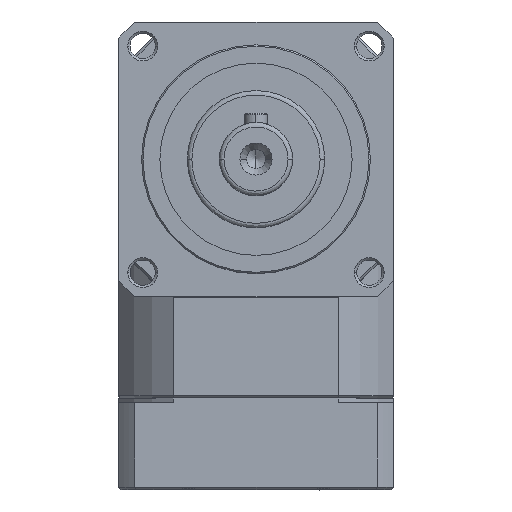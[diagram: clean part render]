
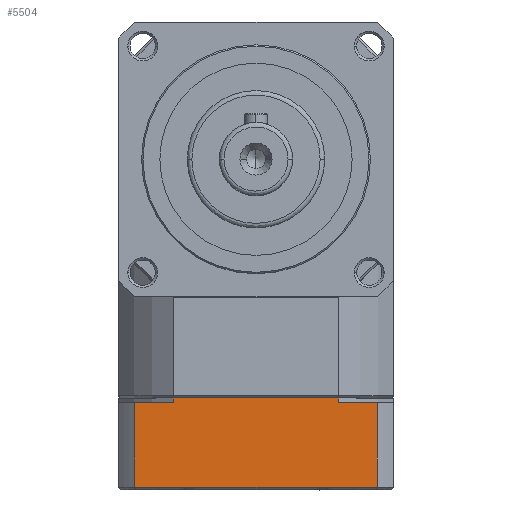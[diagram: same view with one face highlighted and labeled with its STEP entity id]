
A CAD part, top view. The second image highlights one B-rep face of the part: STEP entity #5504.
In plain terms, the highlighted face is planar.
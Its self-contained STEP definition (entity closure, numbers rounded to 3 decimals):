
#119 = CARTESIAN_POINT ( 'NONE',  ( -26.458, 30., 0. ) ) ;
#1033 = CARTESIAN_POINT ( 'NONE',  ( -18.028, 30., 0. ) ) ;
#1111 = DIRECTION ( 'NONE',  ( 0., 0., -1. ) ) ;
#1234 = VERTEX_POINT ( 'NONE', #17538 ) ;
#1355 = DIRECTION ( 'NONE',  ( -1., 0., 0. ) ) ;
#1790 = CARTESIAN_POINT ( 'NONE',  ( 26.458, 30., 1. ) ) ;
#2257 = CARTESIAN_POINT ( 'NONE',  ( 30., 30., 1. ) ) ;
#3001 = EDGE_CURVE ( 'NONE', #1234, #13485, #12352, .T. ) ;
#3132 = ORIENTED_EDGE ( 'NONE', *, *, #14422, .T. ) ;
#4272 = VECTOR ( 'NONE', #16048, 1000. ) ;
#4273 = DIRECTION ( 'NONE',  ( -1., 0., 0. ) ) ;
#4352 = EDGE_CURVE ( 'NONE', #14721, #24790, #18139, .T. ) ;
#4615 = LINE ( 'NONE', #14343, #9822 ) ;
#5083 = VERTEX_POINT ( 'NONE', #9656 ) ;
#5504 = ADVANCED_FACE ( 'NONE', ( #13195 ), #17375, .T. ) ;
#6505 = CARTESIAN_POINT ( 'NONE',  ( -18.028, 30., 0. ) ) ;
#7000 = LINE ( 'NONE', #25096, #12272 ) ;
#7082 = DIRECTION ( 'NONE',  ( 1., 0., 0. ) ) ;
#7294 = EDGE_LOOP ( 'NONE', ( #7312, #23501, #22600, #15529, #13070, #18411, #3132, #22100 ) ) ;
#7312 = ORIENTED_EDGE ( 'NONE', *, *, #14986, .T. ) ;
#7602 = EDGE_CURVE ( 'NONE', #10728, #14721, #14809, .T. ) ;
#7603 = EDGE_CURVE ( 'NONE', #24790, #20639, #20067, .T. ) ;
#7620 = CARTESIAN_POINT ( 'NONE',  ( 30., 30., 19.5 ) ) ;
#9173 = VECTOR ( 'NONE', #13977, 1000. ) ;
#9656 = CARTESIAN_POINT ( 'NONE',  ( 18.028, 30., 1. ) ) ;
#9822 = VECTOR ( 'NONE', #18328, 1000. ) ;
#10728 = VERTEX_POINT ( 'NONE', #13990 ) ;
#10968 = CARTESIAN_POINT ( 'NONE',  ( -26.458, 30., 19.5 ) ) ;
#11267 = DIRECTION ( 'NONE',  ( 0., 0., -1. ) ) ;
#11276 = CARTESIAN_POINT ( 'NONE',  ( 30., 30., 1. ) ) ;
#11723 = VECTOR ( 'NONE', #1111, 1000. ) ;
#11874 = CARTESIAN_POINT ( 'NONE',  ( 26.458, 30., 0. ) ) ;
#12272 = VECTOR ( 'NONE', #11267, 1000. ) ;
#12352 = LINE ( 'NONE', #1033, #11723 ) ;
#12358 = LINE ( 'NONE', #11276, #22902 ) ;
#12804 = VECTOR ( 'NONE', #7082, 1000. ) ;
#13070 = ORIENTED_EDGE ( 'NONE', *, *, #20488, .T. ) ;
#13195 = FACE_OUTER_BOUND ( 'NONE', #7294, .T. ) ;
#13222 = LINE ( 'NONE', #2257, #18505 ) ;
#13485 = VERTEX_POINT ( 'NONE', #6505 ) ;
#13977 = DIRECTION ( 'NONE',  ( 0., 0., 1. ) ) ;
#13990 = CARTESIAN_POINT ( 'NONE',  ( -26.458, 30., 1. ) ) ;
#14343 = CARTESIAN_POINT ( 'NONE',  ( 0., 30., 0. ) ) ;
#14422 = EDGE_CURVE ( 'NONE', #23171, #13485, #4615, .T. ) ;
#14721 = VERTEX_POINT ( 'NONE', #10968 ) ;
#14809 = LINE ( 'NONE', #119, #9173 ) ;
#14986 = EDGE_CURVE ( 'NONE', #1234, #10728, #13222, .T. ) ;
#15529 = ORIENTED_EDGE ( 'NONE', *, *, #7603, .T. ) ;
#16048 = DIRECTION ( 'NONE',  ( 0., 0., -1. ) ) ;
#16919 = DIRECTION ( 'NONE',  ( -1., 0., 0. ) ) ;
#16942 = DIRECTION ( 'NONE',  ( 0., 1., 0. ) ) ;
#16997 = CARTESIAN_POINT ( 'NONE',  ( 30., 30., 0. ) ) ;
#17375 = PLANE ( 'NONE',  #25601 ) ;
#17538 = CARTESIAN_POINT ( 'NONE',  ( -18.028, 30., 1. ) ) ;
#18085 = CARTESIAN_POINT ( 'NONE',  ( 26.458, 30., 19.5 ) ) ;
#18139 = LINE ( 'NONE', #7620, #12804 ) ;
#18328 = DIRECTION ( 'NONE',  ( -1., 0., 0. ) ) ;
#18411 = ORIENTED_EDGE ( 'NONE', *, *, #18415, .T. ) ;
#18415 = EDGE_CURVE ( 'NONE', #5083, #23171, #7000, .T. ) ;
#18505 = VECTOR ( 'NONE', #4273, 1000. ) ;
#20067 = LINE ( 'NONE', #11874, #4272 ) ;
#20488 = EDGE_CURVE ( 'NONE', #20639, #5083, #12358, .T. ) ;
#20639 = VERTEX_POINT ( 'NONE', #1790 ) ;
#22100 = ORIENTED_EDGE ( 'NONE', *, *, #3001, .F. ) ;
#22600 = ORIENTED_EDGE ( 'NONE', *, *, #4352, .T. ) ;
#22902 = VECTOR ( 'NONE', #1355, 1000. ) ;
#23171 = VERTEX_POINT ( 'NONE', #23769 ) ;
#23501 = ORIENTED_EDGE ( 'NONE', *, *, #7602, .T. ) ;
#23769 = CARTESIAN_POINT ( 'NONE',  ( 18.028, 30., 0. ) ) ;
#24790 = VERTEX_POINT ( 'NONE', #18085 ) ;
#25096 = CARTESIAN_POINT ( 'NONE',  ( 18.028, 30., 0. ) ) ;
#25601 = AXIS2_PLACEMENT_3D ( 'NONE', #16997, #16942, #16919 ) ;
